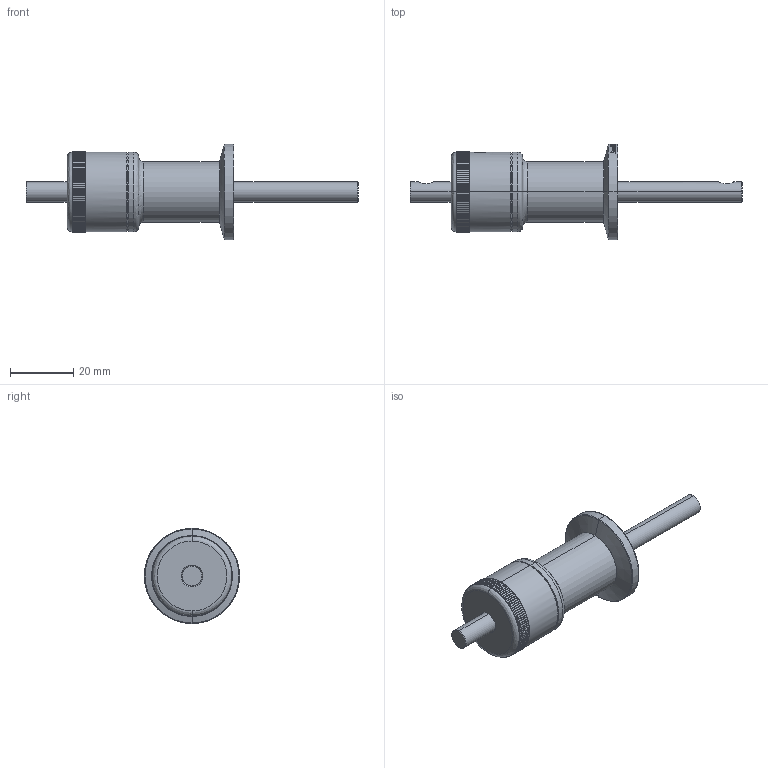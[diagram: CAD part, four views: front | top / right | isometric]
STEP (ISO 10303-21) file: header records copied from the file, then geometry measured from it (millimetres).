
FILE_DESCRIPTION (( 'STEP AP203' ), '1' );
FILE_NAME ('113211.stp', '2018-04-19T19:30:07', ( '' ), ( '' ), 'SwSTEP 2.0', 'SolidWorks 2012', '' );
FILE_SCHEMA (( 'CONFIG_CONTROL_DESIGN' ));
Length unit declared in the file: centimetre
Products named in the file (1): 113211
Bounding box: 104.65 x 29.97 x 29.97 mm (x, y, z)
Volume: 22254.4 mm3; surface area: 6695.9 mm2
Topology: 1 solids, 1 shells, 928 faces, 2182 edges, 1289 vertices
Faces by surface type: plane 581, cylinder 177, bspline 152, cone 18
Entity records: 54385 total; most frequent: CARTESIAN_POINT 34099, ORIENTED_EDGE 4356, DIRECTION 3930, EDGE_CURVE 2178, AXIS2_PLACEMENT_3D 1393, VERTEX_POINT 1289, LINE 1144, VECTOR 1144
